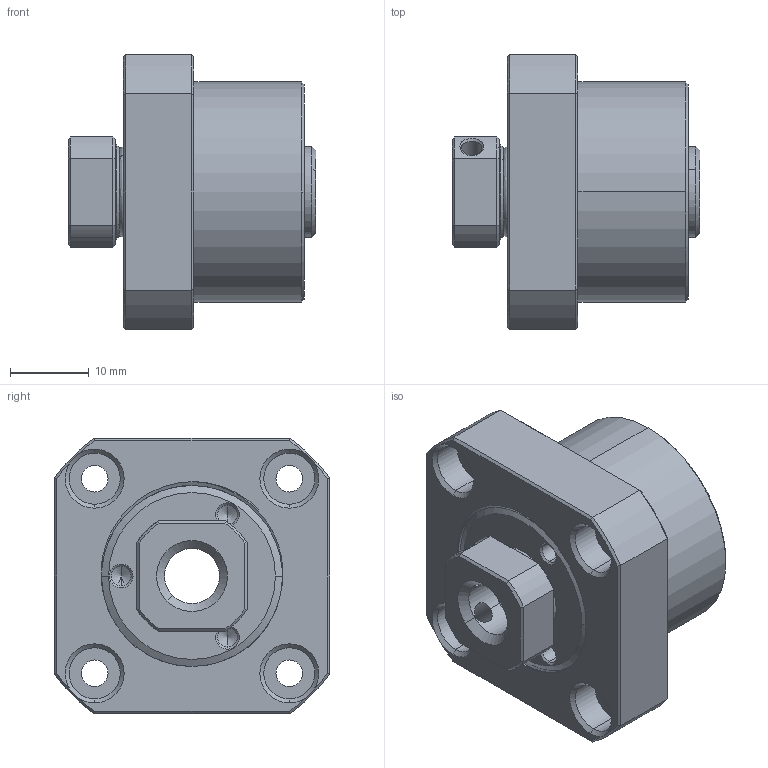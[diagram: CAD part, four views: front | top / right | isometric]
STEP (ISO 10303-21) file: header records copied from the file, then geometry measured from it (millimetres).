
FILE_DESCRIPTION (( 'STEP AP214' ), '1' );
FILE_NAME ('FKN08.step', '2020-09-08T14:36:40', ( '' ), ( '' ), 'SwSTEP 2.0', 'SolidWorks 2020', '' );
FILE_SCHEMA (( 'AUTOMOTIVE_DESIGN' ));
Length unit declared in the file: millimetre
Products named in the file (1): FKN08
Bounding box: 31.5 x 35 x 35 mm (x, y, z)
Volume: 15597.2 mm3; surface area: 15401.4 mm2
Topology: 14 solids, 14 shells, 433 faces, 967 edges, 573 vertices
Faces by surface type: bspline 144, cylinder 142, cone 76, plane 71
Entity records: 23102 total; most frequent: CARTESIAN_POINT 9163, ORIENTED_EDGE 1922, DIRECTION 1889, EDGE_CURVE 961, AXIS2_PLACEMENT_3D 824, VERTEX_POINT 573, CIRCLE 534, EDGE_LOOP 490
